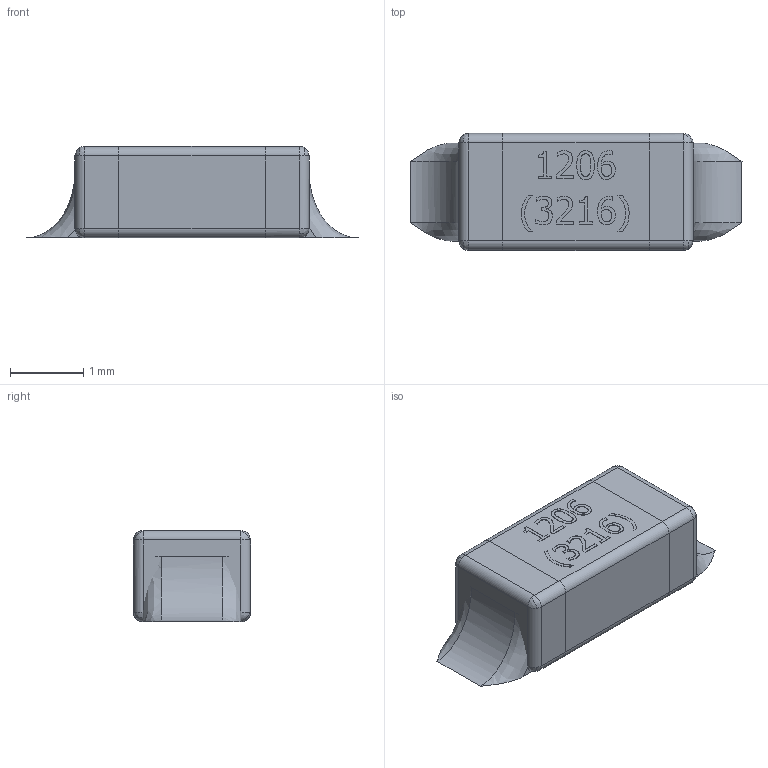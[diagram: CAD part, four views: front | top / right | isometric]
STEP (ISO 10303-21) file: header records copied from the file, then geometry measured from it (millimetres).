
FILE_DESCRIPTION (( 'STEP AP214' ), '1' );
FILE_NAME ('User Library-1206_Cap.STEP', '2020-05-15T03:12:34', ( '' ), ( '' ), 'SwSTEP 2.0', 'SolidWorks 2019', '' );
FILE_SCHEMA (( 'AUTOMOTIVE_DESIGN' ));
Length unit declared in the file: millimetre
Products named in the file (1): User Library-1206_Cap
Bounding box: 4.54 x 1.6 x 1.26 mm (x, y, z)
Volume: 6.9 mm3; surface area: 37.2 mm2
Topology: 5 solids, 5 shells, 240 faces, 651 edges, 418 vertices
Faces by surface type: bspline 127, plane 93, cylinder 20
Entity records: 9238 total; most frequent: CARTESIAN_POINT 3199, ORIENTED_EDGE 1270, DIRECTION 705, EDGE_CURVE 635, VERTEX_POINT 418, LINE 333, VECTOR 333, EDGE_LOOP 253
